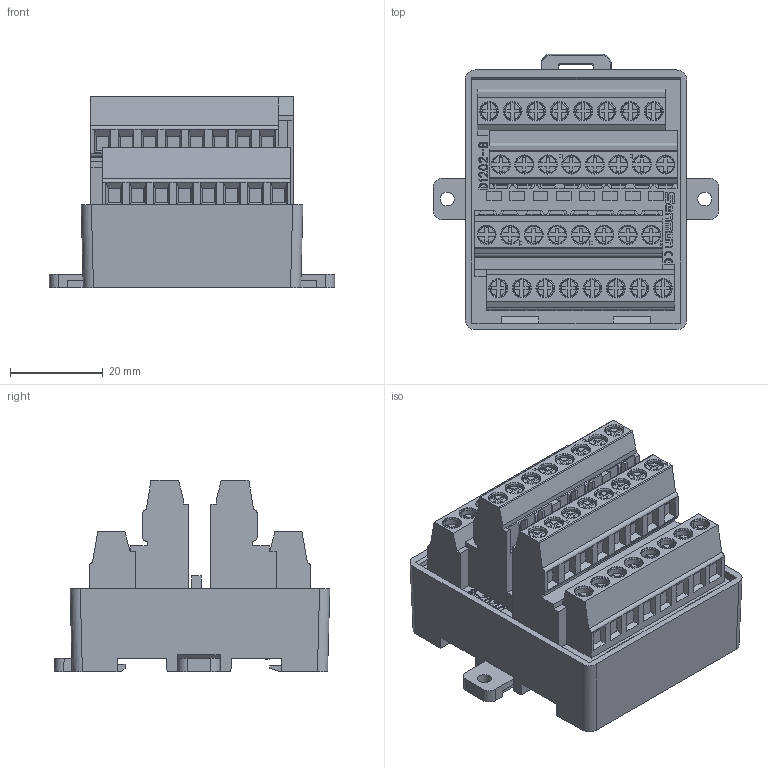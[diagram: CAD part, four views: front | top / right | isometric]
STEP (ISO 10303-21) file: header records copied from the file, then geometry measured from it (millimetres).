
FILE_DESCRIPTION(/* description */ (''),/* implementation_level */ '2;1');
FILE_NAME(/* name */ 'D1202-8E.stp',/* time_stamp */ '2024-08-10T16:11:49+08:00',/* author */ (''),/* organization */ (''),/* preprocessor_version */ 'ST-DEVELOPER v14',/* originating_system */ 'SIEMENS PLM Software NX 8.0',/* authorisation */ '');
FILE_SCHEMA (('AUTOMOTIVE_DESIGN { 1 0 10303 214 3 1 1 1 }'));
Length unit declared in the file: millimetre
Products named in the file (1): D1202-8E 3D_stp
Bounding box: 61.6 x 59.51 x 41.45 mm (x, y, z)
Volume: 69509.2 mm3; surface area: 20004.1 mm2
Topology: 3 solids, 3 shells, 1495 faces, 3942 edges, 2592 vertices
Faces by surface type: plane 1148, cylinder 141, torus 108, cone 80, extrusion 16, bspline 2
Full cylindrical faces by diameter (mm): 3 x2, 4.1 x20, 4.13 x20
Entity records: 48971 total; most frequent: CARTESIAN_POINT 11530, ORIENTED_EDGE 7696, DIRECTION 6902, EDGE_CURVE 3848, VECTOR 3006, LINE 2990, VERTEX_POINT 2564, AXIS2_PLACEMENT_3D 1948
